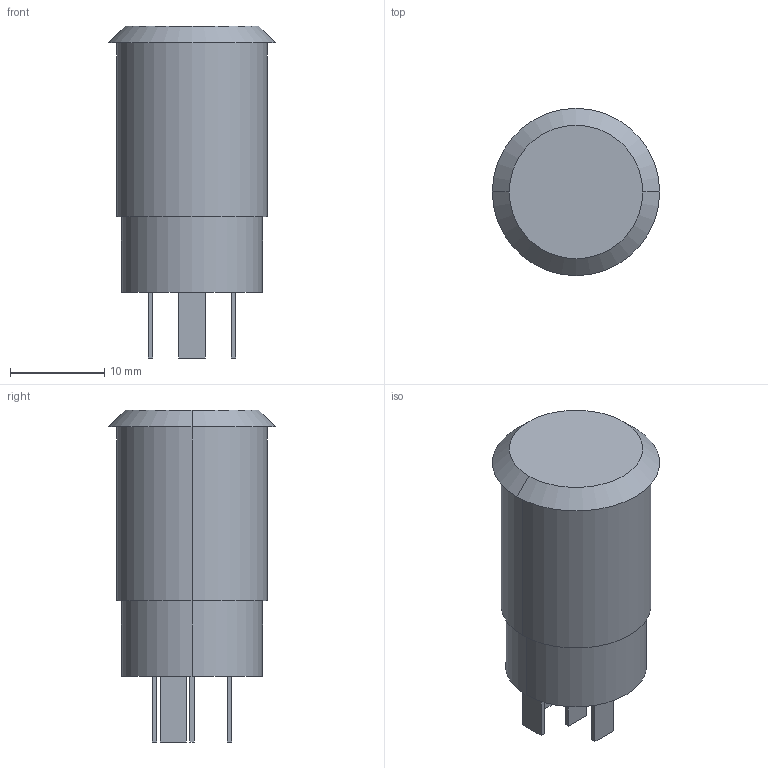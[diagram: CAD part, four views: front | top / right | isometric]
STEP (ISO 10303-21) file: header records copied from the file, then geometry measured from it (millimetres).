
FILE_DESCRIPTION (( 'STEP AP203' ), '1' );
FILE_NAME ('自锁开关16mm.STEP', '2025-11-04T00:58:47', ( '' ), ( '' ), 'SwSTEP 2.0', 'SolidWorks 2025', '' );
FILE_SCHEMA (( 'CONFIG_CONTROL_DESIGN' ));
Length unit declared in the file: millimetre
Products named in the file (1): 自锁开关16mm
Bounding box: 17.8 x 17.8 x 35.3 mm (x, y, z)
Volume: 5545.8 mm3; surface area: 2073.1 mm2
Topology: 1 solids, 1 shells, 35 faces, 78 edges, 52 vertices
Faces by surface type: plane 29, cylinder 4, cone 2
Entity records: 1041 total; most frequent: CARTESIAN_POINT 166, DIRECTION 162, ORIENTED_EDGE 156, EDGE_CURVE 78, VECTOR 66, LINE 66, VERTEX_POINT 52, AXIS2_PLACEMENT_3D 48
